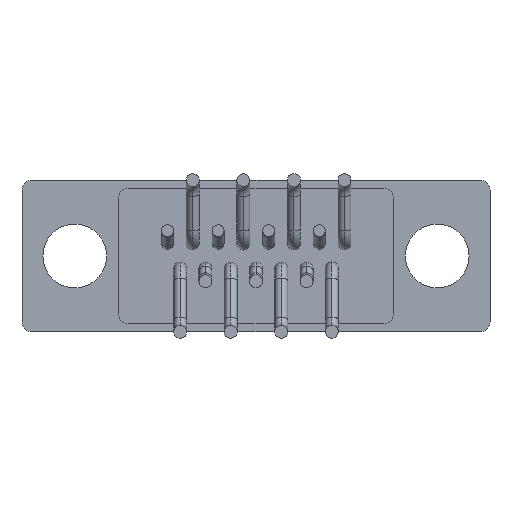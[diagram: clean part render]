
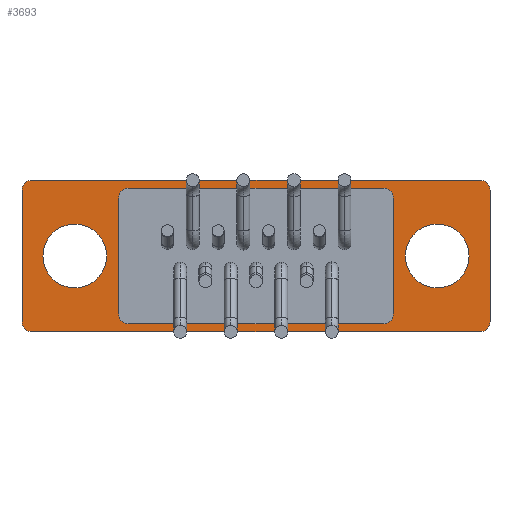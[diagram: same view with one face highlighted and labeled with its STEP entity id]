
A CAD part, front view. The second image highlights one B-rep face of the part: STEP entity #3693.
In plain terms, the highlighted planar face has unit normal (0, -1, 0).
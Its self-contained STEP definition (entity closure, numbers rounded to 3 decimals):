
#201=CARTESIAN_POINT('',(6.4,3.5,2.9));
#202=DIRECTION('',(0.,1.,0.));
#203=DIRECTION('',(0.,0.,1.));
#204=AXIS2_PLACEMENT_3D('',#201,#202,#203);
#214=DIRECTION('',(1.,0.,0.));
#215=VECTOR('',#214,12.8);
#216=CARTESIAN_POINT('',(-6.4,3.5,3.4));
#217=LINE('',#216,#215);
#218=CARTESIAN_POINT('',(-6.4,3.5,2.9));
#219=DIRECTION('',(0.,1.,0.));
#220=DIRECTION('',(-1.,0.,0.));
#221=AXIS2_PLACEMENT_3D('',#218,#219,#220);
#227=DIRECTION('',(0.,0.,1.));
#228=VECTOR('',#227,5.8);
#229=CARTESIAN_POINT('',(-6.9,3.5,-2.9));
#230=LINE('',#229,#228);
#235=CARTESIAN_POINT('',(-6.4,3.5,-2.9));
#236=DIRECTION('',(0.,1.,0.));
#237=DIRECTION('',(0.,0.,-1.));
#238=AXIS2_PLACEMENT_3D('',#235,#236,#237);
#244=DIRECTION('',(-1.,0.,0.));
#245=VECTOR('',#244,12.8);
#246=CARTESIAN_POINT('',(6.4,3.5,-3.4));
#247=LINE('',#246,#245);
#252=CARTESIAN_POINT('',(6.4,3.5,-2.9));
#253=DIRECTION('',(0.,1.,0.));
#254=DIRECTION('',(1.,0.,0.));
#255=AXIS2_PLACEMENT_3D('',#252,#253,#254);
#261=DIRECTION('',(0.,0.,-1.));
#262=VECTOR('',#261,5.8);
#263=CARTESIAN_POINT('',(6.9,3.5,2.9));
#264=LINE('',#263,#262);
#269=CARTESIAN_POINT('',(-9.1,3.5,0.));
#270=DIRECTION('',(0.,1.,0.));
#271=DIRECTION('',(1.,0.,0.));
#272=AXIS2_PLACEMENT_3D('',#269,#270,#271);
#274=CARTESIAN_POINT('',(-9.1,3.5,0.));
#275=DIRECTION('',(0.,1.,0.));
#276=DIRECTION('',(-1.,0.,0.));
#277=AXIS2_PLACEMENT_3D('',#274,#275,#276);
#279=CARTESIAN_POINT('',(9.1,3.5,0.));
#280=DIRECTION('',(0.,1.,0.));
#281=DIRECTION('',(1.,0.,0.));
#282=AXIS2_PLACEMENT_3D('',#279,#280,#281);
#284=CARTESIAN_POINT('',(9.1,3.5,0.));
#285=DIRECTION('',(0.,1.,0.));
#286=DIRECTION('',(-1.,0.,0.));
#287=AXIS2_PLACEMENT_3D('',#284,#285,#286);
#289=CARTESIAN_POINT('',(11.25,3.5,-3.3));
#290=DIRECTION('',(0.,-1.,0.));
#291=DIRECTION('',(0.,0.,-1.));
#292=AXIS2_PLACEMENT_3D('',#289,#290,#291);
#294=DIRECTION('',(-1.,0.,0.));
#295=VECTOR('',#294,22.5);
#296=CARTESIAN_POINT('',(11.25,3.5,-3.8));
#297=LINE('',#296,#295);
#298=CARTESIAN_POINT('',(-11.25,3.5,-3.3));
#299=DIRECTION('',(0.,-1.,0.));
#300=DIRECTION('',(-1.,0.,0.));
#301=AXIS2_PLACEMENT_3D('',#298,#299,#300);
#303=DIRECTION('',(0.,0.,1.));
#304=VECTOR('',#303,6.6);
#305=CARTESIAN_POINT('',(-11.75,3.5,-3.3));
#306=LINE('',#305,#304);
#307=CARTESIAN_POINT('',(-11.25,3.5,3.3));
#308=DIRECTION('',(0.,-1.,0.));
#309=DIRECTION('',(0.,0.,1.));
#310=AXIS2_PLACEMENT_3D('',#307,#308,#309);
#312=DIRECTION('',(1.,0.,0.));
#313=VECTOR('',#312,22.5);
#314=CARTESIAN_POINT('',(-11.25,3.5,3.8));
#315=LINE('',#314,#313);
#316=CARTESIAN_POINT('',(11.25,3.5,3.3));
#317=DIRECTION('',(0.,-1.,0.));
#318=DIRECTION('',(1.,0.,0.));
#319=AXIS2_PLACEMENT_3D('',#316,#317,#318);
#321=DIRECTION('',(0.,0.,-1.));
#322=VECTOR('',#321,6.6);
#323=CARTESIAN_POINT('',(11.75,3.5,3.3));
#324=LINE('',#323,#322);
#2679=CARTESIAN_POINT('',(-7.5,3.5,0.));
#2680=CARTESIAN_POINT('',(-10.7,3.5,0.));
#2681=VERTEX_POINT('',#2679);
#2682=VERTEX_POINT('',#2680);
#2683=CARTESIAN_POINT('',(10.7,3.5,0.));
#2684=CARTESIAN_POINT('',(7.5,3.5,0.));
#2685=VERTEX_POINT('',#2683);
#2686=VERTEX_POINT('',#2684);
#2695=CARTESIAN_POINT('',(11.25,3.5,-3.8));
#2696=CARTESIAN_POINT('',(11.75,3.5,-3.3));
#2697=VERTEX_POINT('',#2695);
#2698=VERTEX_POINT('',#2696);
#2703=CARTESIAN_POINT('',(11.75,3.5,3.3));
#2704=CARTESIAN_POINT('',(11.25,3.5,3.8));
#2705=VERTEX_POINT('',#2703);
#2706=VERTEX_POINT('',#2704);
#2711=CARTESIAN_POINT('',(-11.25,3.5,3.8));
#2712=CARTESIAN_POINT('',(-11.75,3.5,3.3));
#2713=VERTEX_POINT('',#2711);
#2714=VERTEX_POINT('',#2712);
#2719=CARTESIAN_POINT('',(-11.75,3.5,-3.3));
#2720=CARTESIAN_POINT('',(-11.25,3.5,-3.8));
#2721=VERTEX_POINT('',#2719);
#2722=VERTEX_POINT('',#2720);
#2731=CARTESIAN_POINT('',(6.4,3.5,3.4));
#2732=VERTEX_POINT('',#2731);
#2733=CARTESIAN_POINT('',(6.9,3.5,2.9));
#2734=VERTEX_POINT('',#2733);
#2739=CARTESIAN_POINT('',(6.9,3.5,-2.9));
#2740=VERTEX_POINT('',#2739);
#2741=CARTESIAN_POINT('',(6.4,3.5,-3.4));
#2742=VERTEX_POINT('',#2741);
#2747=CARTESIAN_POINT('',(-6.4,3.5,-3.4));
#2748=VERTEX_POINT('',#2747);
#2749=CARTESIAN_POINT('',(-6.9,3.5,-2.9));
#2750=VERTEX_POINT('',#2749);
#2755=CARTESIAN_POINT('',(-6.9,3.5,2.9));
#2756=VERTEX_POINT('',#2755);
#2757=CARTESIAN_POINT('',(-6.4,3.5,3.4));
#2758=VERTEX_POINT('',#2757);
#3648=CARTESIAN_POINT('',(0.,3.5,0.));
#3649=DIRECTION('',(0.,1.,0.));
#3650=DIRECTION('',(1.,0.,0.));
#3651=AXIS2_PLACEMENT_3D('',#3648,#3649,#3650);
#3652=PLANE('',#3651);
#3654=ORIENTED_EDGE('',*,*,#3653,.F.);
#3656=ORIENTED_EDGE('',*,*,#3655,.T.);
#3658=ORIENTED_EDGE('',*,*,#3657,.F.);
#3660=ORIENTED_EDGE('',*,*,#3659,.T.);
#3662=ORIENTED_EDGE('',*,*,#3661,.F.);
#3664=ORIENTED_EDGE('',*,*,#3663,.T.);
#3666=ORIENTED_EDGE('',*,*,#3665,.F.);
#3668=ORIENTED_EDGE('',*,*,#3667,.T.);
#3669=EDGE_LOOP('',(#3654,#3656,#3658,#3660,#3662,#3664,#3666,#3668));
#3670=FACE_OUTER_BOUND('',#3669,.F.);
#3672=ORIENTED_EDGE('',*,*,#3671,.F.);
#3674=ORIENTED_EDGE('',*,*,#3673,.F.);
#3675=EDGE_LOOP('',(#3672,#3674));
#3676=FACE_BOUND('',#3675,.F.);
#3678=ORIENTED_EDGE('',*,*,#3677,.F.);
#3680=ORIENTED_EDGE('',*,*,#3679,.F.);
#3681=EDGE_LOOP('',(#3678,#3680));
#3682=FACE_BOUND('',#3681,.F.);
#3683=ORIENTED_EDGE('',*,*,#3593,.F.);
#3684=ORIENTED_EDGE('',*,*,#3615,.F.);
#3685=ORIENTED_EDGE('',*,*,#3634,.F.);
#3686=ORIENTED_EDGE('',*,*,#3488,.F.);
#3687=ORIENTED_EDGE('',*,*,#3511,.F.);
#3688=ORIENTED_EDGE('',*,*,#3531,.F.);
#3689=ORIENTED_EDGE('',*,*,#3551,.F.);
#3690=ORIENTED_EDGE('',*,*,#3573,.F.);
#3691=EDGE_LOOP('',(#3683,#3684,#3685,#3686,#3687,#3688,#3689,#3690));
#3692=FACE_BOUND('',#3691,.F.);
#205=CIRCLE('',#204,0.5);
#222=CIRCLE('',#221,0.5);
#239=CIRCLE('',#238,0.5);
#256=CIRCLE('',#255,0.5);
#273=CIRCLE('',#272,1.6);
#278=CIRCLE('',#277,1.6);
#283=CIRCLE('',#282,1.6);
#288=CIRCLE('',#287,1.6);
#293=CIRCLE('',#292,0.5);
#302=CIRCLE('',#301,0.5);
#311=CIRCLE('',#310,0.5);
#320=CIRCLE('',#319,0.5);
#3488=EDGE_CURVE('',#2732,#2734,#205,.T.);
#3511=EDGE_CURVE('',#2758,#2732,#217,.T.);
#3531=EDGE_CURVE('',#2756,#2758,#222,.T.);
#3551=EDGE_CURVE('',#2750,#2756,#230,.T.);
#3573=EDGE_CURVE('',#2748,#2750,#239,.T.);
#3593=EDGE_CURVE('',#2742,#2748,#247,.T.);
#3615=EDGE_CURVE('',#2740,#2742,#256,.T.);
#3634=EDGE_CURVE('',#2734,#2740,#264,.T.);
#3653=EDGE_CURVE('',#2697,#2698,#293,.T.);
#3655=EDGE_CURVE('',#2697,#2722,#297,.T.);
#3657=EDGE_CURVE('',#2721,#2722,#302,.T.);
#3659=EDGE_CURVE('',#2721,#2714,#306,.T.);
#3661=EDGE_CURVE('',#2713,#2714,#311,.T.);
#3663=EDGE_CURVE('',#2713,#2706,#315,.T.);
#3665=EDGE_CURVE('',#2705,#2706,#320,.T.);
#3667=EDGE_CURVE('',#2705,#2698,#324,.T.);
#3671=EDGE_CURVE('',#2685,#2686,#283,.T.);
#3673=EDGE_CURVE('',#2686,#2685,#288,.T.);
#3677=EDGE_CURVE('',#2681,#2682,#273,.T.);
#3679=EDGE_CURVE('',#2682,#2681,#278,.T.);
#3693=ADVANCED_FACE('',(#3670,#3676,#3682,#3692),#3652,.F.);
